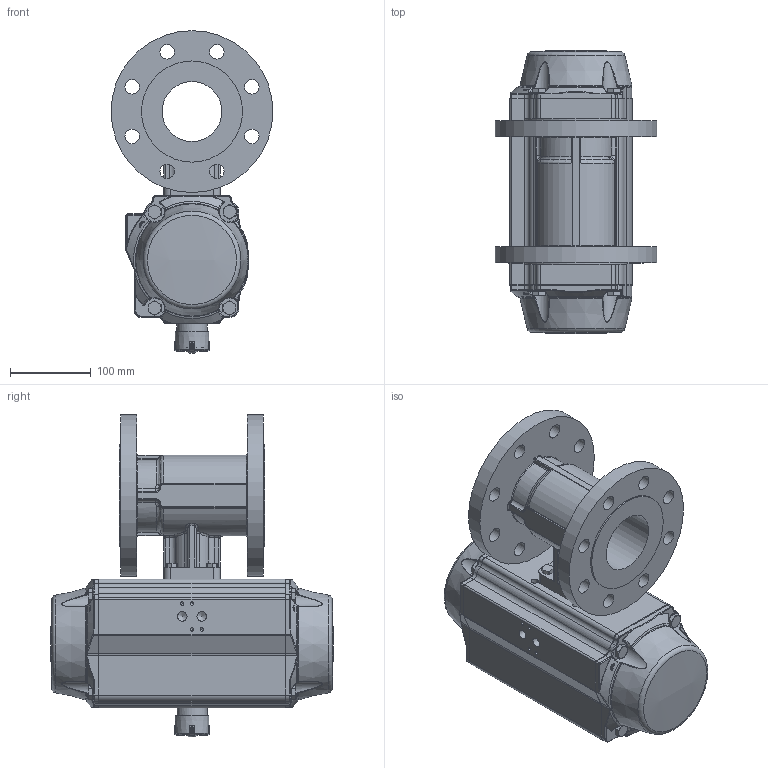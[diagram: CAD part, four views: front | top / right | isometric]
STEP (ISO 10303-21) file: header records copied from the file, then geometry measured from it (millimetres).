
FILE_DESCRIPTION(/* description */ ('Unknown'),/* implementation_level */ '2;1');
FILE_NAME(/* name */ 'FR06 0909-11',/* time_stamp */ '2022-11-15T12:01:13+01:00',/* author */ ('Unknown'),/* organization */ ('Unknown'),/* preprocessor_version */ 'ST-DEVELOPER v16.7',/* originating_system */ 'Solid Edge',/* authorisation */ 'Unknown');
FILE_SCHEMA (('AUTOMOTIVE_DESIGN {1 0 10303 214 3 1 1}'));
Length unit declared in the file: millimetre
Products named in the file (11): FR248-4.150_160.080; 4.150_160.080; DIN933_M8x35; DW07_FR06_(DW333_FR248); KP-125; ָʾ; 硌尨釱; 硌尨梓尨_酴伎; 指示标示(黄色）_红色; cup head nib bolts with large head gb_GB_FASTENER_BOLT_CHNBW M6X25-N; hexagon head bolts--product grade c gb_GB_FASTENER_BOLT_HHBC M10X45-N
Assembly tree (22 placements, depth 4):
  FR248-4.150_160.080
    4.150_160.080
    DIN933_M8x35  x4
    DW07_FR06_(DW333_FR248)
      KP-125
      ָʾ
        硌尨釱
        硌尨梓尨_酴伎  x2
        指示标示(黄色）_红色  x2
      cup head nib bolts with large head gb_GB_FASTENER_BOLT_CHNBW M6X25-N
      hexagon head bolts--product grade c gb_GB_FASTENER_BOLT_HHBC M10X45-N  x8
Bounding box: 200 x 349.9 x 398.9 mm (x, y, z)
Volume: 8191699.1 mm3; surface area: 510416.6 mm2
Topology: 20 solids, 20 shells, 1446 faces, 3372 edges, 1982 vertices
Faces by surface type: cylinder 432, plane 384, bspline 279, torus 169, cone 150, sphere 32
Full cylindrical faces by diameter (mm): 3 x16, 3.3 x8, 4.2 x8, 4.66 x1, 5 x1, 6 x1, 6.2 x1, 6.647 x2, 6.8 x4, 8 x4, 8.5 x16, 10 x8, 11.8 x2, 18 x16, 32 x1, 38 x1, 38.5 x1, 45 x1, 74 x1, 125 x2, 200 x2
Entity records: 42523 total; most frequent: CARTESIAN_POINT 16516, ORIENTED_EDGE 4886, DIRECTION 4792, EDGE_CURVE 2443, AXIS2_PLACEMENT_3D 1992, VERTEX_POINT 1508, FACE_BOUND 1345, EDGE_LOOP 1321
